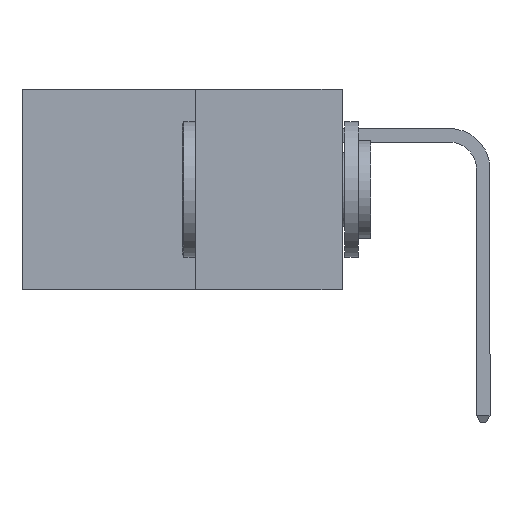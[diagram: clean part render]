
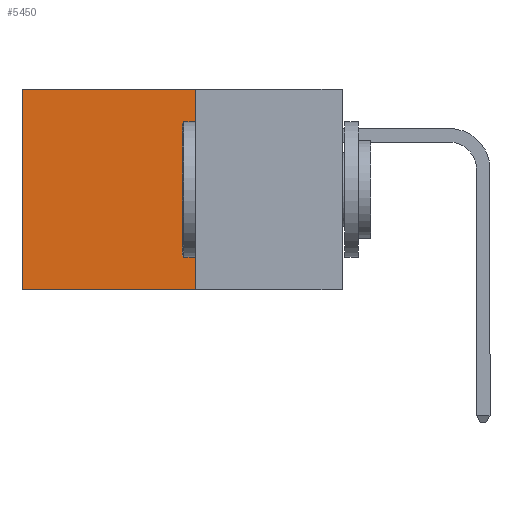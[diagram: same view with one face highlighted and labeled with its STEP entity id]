
A CAD part, left-side view. The second image highlights one B-rep face of the part: STEP entity #5450.
In plain terms, the highlighted planar face has unit normal (-1, 0, 0).
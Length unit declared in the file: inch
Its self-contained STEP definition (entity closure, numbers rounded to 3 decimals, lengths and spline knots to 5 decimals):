
#252 = DIRECTION ( 'NONE',  ( 0., 1., 0. ) ) ;
#315 = ORIENTED_EDGE ( 'NONE', *, *, #13695, .T. ) ;
#339 = LINE ( 'NONE', #13280, #11692 ) ;
#623 = CARTESIAN_POINT ( 'NONE',  ( 0.277, 0.59, -0.37 ) ) ;
#1152 = CARTESIAN_POINT ( 'NONE',  ( 0.277, 0.27, -0.37 ) ) ;
#1299 = VERTEX_POINT ( 'NONE', #6168 ) ;
#1792 = DIRECTION ( 'NONE',  ( 0., 0., -1. ) ) ;
#2330 = EDGE_CURVE ( 'NONE', #11133, #11903, #339, .T. ) ;
#2647 = LINE ( 'NONE', #4692, #10940 ) ;
#3667 = LINE ( 'NONE', #13816, #12261 ) ;
#4020 = VECTOR ( 'NONE', #1792, 39.37008 ) ;
#4028 = VERTEX_POINT ( 'NONE', #6725 ) ;
#4692 = CARTESIAN_POINT ( 'NONE',  ( 0.277, 0.27, 0. ) ) ;
#5450 = ADVANCED_FACE ( 'NONE', ( #7057 ), #13684, .F. ) ;
#5665 = ORIENTED_EDGE ( 'NONE', *, *, #9845, .T. ) ;
#5788 = DIRECTION ( 'NONE',  ( 0., 1., 0. ) ) ;
#6168 = CARTESIAN_POINT ( 'NONE',  ( 0.277, 0.59, 0. ) ) ;
#6201 = EDGE_LOOP ( 'NONE', ( #5665, #8706, #12006, #315 ) ) ;
#6725 = CARTESIAN_POINT ( 'NONE',  ( 0.277, 0.59, -0.37 ) ) ;
#7057 = FACE_OUTER_BOUND ( 'NONE', #6201, .T. ) ;
#8706 = ORIENTED_EDGE ( 'NONE', *, *, #10294, .F. ) ;
#9725 = DIRECTION ( 'NONE',  ( 0., 0., -1. ) ) ;
#9845 = EDGE_CURVE ( 'NONE', #1299, #4028, #13377, .T. ) ;
#10294 = EDGE_CURVE ( 'NONE', #11903, #4028, #3667, .T. ) ;
#10940 = VECTOR ( 'NONE', #5788, 39.37008 ) ;
#11133 = VERTEX_POINT ( 'NONE', #13302 ) ;
#11619 = AXIS2_PLACEMENT_3D ( 'NONE', #13656, #13600, #13554 ) ;
#11692 = VECTOR ( 'NONE', #9725, 39.37008 ) ;
#11903 = VERTEX_POINT ( 'NONE', #1152 ) ;
#12006 = ORIENTED_EDGE ( 'NONE', *, *, #2330, .F. ) ;
#12261 = VECTOR ( 'NONE', #252, 39.37008 ) ;
#13280 = CARTESIAN_POINT ( 'NONE',  ( 0.277, 0.27, -0.37 ) ) ;
#13302 = CARTESIAN_POINT ( 'NONE',  ( 0.277, 0.27, 0. ) ) ;
#13377 = LINE ( 'NONE', #623, #4020 ) ;
#13554 = DIRECTION ( 'NONE',  ( 0., 0., -1. ) ) ;
#13600 = DIRECTION ( 'NONE',  ( 1., 0., 0. ) ) ;
#13656 = CARTESIAN_POINT ( 'NONE',  ( 0.277, 0.27, -0.37 ) ) ;
#13684 = PLANE ( 'NONE',  #11619 ) ;
#13695 = EDGE_CURVE ( 'NONE', #11133, #1299, #2647, .T. ) ;
#13816 = CARTESIAN_POINT ( 'NONE',  ( 0.277, 0.27, -0.37 ) ) ;
